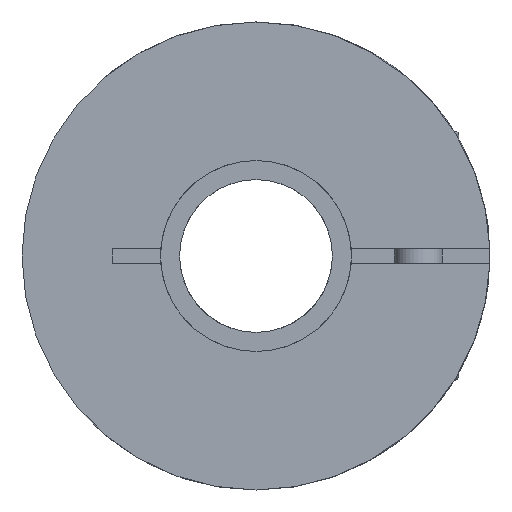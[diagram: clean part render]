
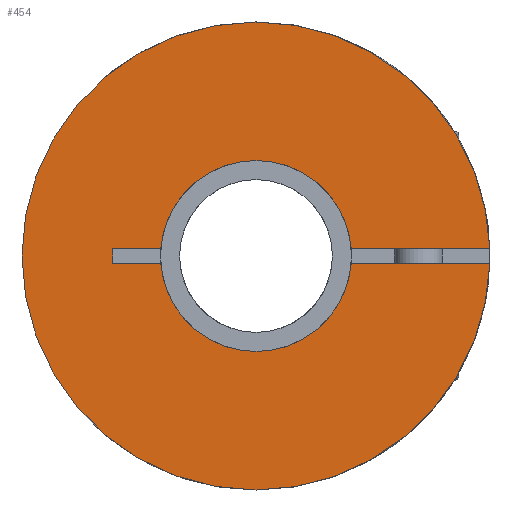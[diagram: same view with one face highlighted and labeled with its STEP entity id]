
A CAD part, left-side view. The second image highlights one B-rep face of the part: STEP entity #454.
In plain terms, the highlighted planar face has unit normal (-1, 0, 0).
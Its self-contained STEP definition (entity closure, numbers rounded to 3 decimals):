
#454=ADVANCED_FACE('',(#943),#944,.T.);
#943=FACE_OUTER_BOUND('',#1481,.T.);
#944=PLANE('',#1482);
#1481=EDGE_LOOP('',(#2621,#2622,#2623,#2624,#2625,#2626,#2627,#2628,#2629,#2630,#2631,#2632));
#1482=AXIS2_PLACEMENT_3D('',#2633,#2634,#2635);
#2621=ORIENTED_EDGE('',*,*,#3538,.T.);
#2622=ORIENTED_EDGE('',*,*,#3527,.T.);
#2623=ORIENTED_EDGE('',*,*,#3545,.F.);
#2624=ORIENTED_EDGE('',*,*,#3562,.F.);
#2625=ORIENTED_EDGE('',*,*,#3551,.T.);
#2626=ORIENTED_EDGE('',*,*,#3530,.T.);
#2627=ORIENTED_EDGE('',*,*,#3536,.T.);
#2628=ORIENTED_EDGE('',*,*,#3556,.F.);
#2629=ORIENTED_EDGE('',*,*,#3518,.F.);
#2630=ORIENTED_EDGE('',*,*,#3566,.F.);
#2631=ORIENTED_EDGE('',*,*,#3511,.F.);
#2632=ORIENTED_EDGE('',*,*,#3559,.T.);
#2633=CARTESIAN_POINT('',(0.,0.,0.));
#2634=DIRECTION('',(-1.0,0.,0.));
#2635=DIRECTION('',(0.,-1.0,0.));
#3511=EDGE_CURVE('',#4273,#4275,#4276,.T.);
#3518=EDGE_CURVE('',#4283,#4286,#4287,.T.);
#3527=EDGE_CURVE('',#4293,#4301,#4303,.T.);
#3530=EDGE_CURVE('',#4308,#4305,#4309,.T.);
#3536=EDGE_CURVE('',#4305,#4316,#4318,.T.);
#3538=EDGE_CURVE('',#4320,#4293,#4321,.T.);
#3545=EDGE_CURVE('',#4329,#4301,#4331,.T.);
#3551=EDGE_CURVE('',#4338,#4308,#4339,.T.);
#3556=EDGE_CURVE('',#4286,#4316,#4345,.T.);
#3559=EDGE_CURVE('',#4273,#4320,#4348,.T.);
#3562=EDGE_CURVE('',#4338,#4329,#4351,.T.);
#3566=EDGE_CURVE('',#4275,#4283,#4356,.T.);
#4273=VERTEX_POINT('',#5523);
#4275=VERTEX_POINT('',#5526);
#4276=CIRCLE('',#5527,24.5);
#4283=VERTEX_POINT('',#5604);
#4286=VERTEX_POINT('',#5608);
#4287=CIRCLE('',#5609,24.5);
#4293=VERTEX_POINT('',#5616);
#4301=VERTEX_POINT('',#5626);
#4303=CIRCLE('',#5629,10.0);
#4305=VERTEX_POINT('',#5631);
#4308=VERTEX_POINT('',#5635);
#4309=CIRCLE('',#5636,10.0);
#4316=VERTEX_POINT('',#5644);
#4318=CIRCLE('',#5647,10.0);
#4320=VERTEX_POINT('',#5649);
#4321=CIRCLE('',#5650,10.0);
#4329=VERTEX_POINT('',#5660);
#4331=LINE('',#5663,#5664);
#4338=VERTEX_POINT('',#5673);
#4339=LINE('',#5674,#5675);
#4345=LINE('',#5684,#5685);
#4348=LINE('',#5688,#5689);
#4351=LINE('',#5692,#5693);
#4356=CIRCLE('',#5700,24.5);
#5523=CARTESIAN_POINT('',(0.,-24.489,-0.75));
#5526=CARTESIAN_POINT('',(0.,0.,-24.5));
#5527=AXIS2_PLACEMENT_3D('',#6596,#6597,#6598);
#5604=CARTESIAN_POINT('',(0.,0.,24.5));
#5608=CARTESIAN_POINT('',(0.,-24.489,0.75));
#5609=AXIS2_PLACEMENT_3D('',#6604,#6605,#6606);
#5616=CARTESIAN_POINT('',(0.,0.,-10.0));
#5626=CARTESIAN_POINT('',(0.0,9.972,-0.75));
#5629=AXIS2_PLACEMENT_3D('',#6620,#6621,#6622);
#5631=CARTESIAN_POINT('',(0.,0.,10.0));
#5635=CARTESIAN_POINT('',(0.0,9.972,0.75));
#5636=AXIS2_PLACEMENT_3D('',#6624,#6625,#6626);
#5644=CARTESIAN_POINT('',(0.0,-9.972,0.75));
#5647=AXIS2_PLACEMENT_3D('',#6635,#6636,#6637);
#5649=CARTESIAN_POINT('',(0.0,-9.972,-0.75));
#5650=AXIS2_PLACEMENT_3D('',#6638,#6639,#6640);
#5660=CARTESIAN_POINT('',(0.,15.0,-0.75));
#5663=CARTESIAN_POINT('',(0.,15.0,-0.75));
#5664=VECTOR('',#6650,11.071);
#5673=CARTESIAN_POINT('',(0.,15.0,0.75));
#5674=CARTESIAN_POINT('',(0.,15.0,0.75));
#5675=VECTOR('',#6656,11.071);
#5684=CARTESIAN_POINT('',(0.,-24.489,0.75));
#5685=VECTOR('',#6660,20.559);
#5688=CARTESIAN_POINT('',(0.,-24.489,-0.75));
#5689=VECTOR('',#6664,20.559);
#5692=CARTESIAN_POINT('',(0.,15.0,0.75));
#5693=VECTOR('',#6668,1.5);
#5700=AXIS2_PLACEMENT_3D('',#6671,#6672,#6673);
#6596=CARTESIAN_POINT('',(0.,0.,0.));
#6597=DIRECTION('',(1.0,0.,0.));
#6598=DIRECTION('',(0.,0.,1.0));
#6604=CARTESIAN_POINT('',(0.,0.,0.));
#6605=DIRECTION('',(1.0,0.,0.));
#6606=DIRECTION('',(0.,0.,1.0));
#6620=CARTESIAN_POINT('',(0.,0.0,0.0));
#6621=DIRECTION('',(1.0,0.,0.));
#6622=DIRECTION('',(0.,0.,-1.0));
#6624=CARTESIAN_POINT('',(0.,0.0,0.0));
#6625=DIRECTION('',(1.0,0.,0.));
#6626=DIRECTION('',(0.,0.,-1.0));
#6635=CARTESIAN_POINT('',(0.,0.0,0.0));
#6636=DIRECTION('',(1.0,0.,0.));
#6637=DIRECTION('',(0.,0.,-1.0));
#6638=CARTESIAN_POINT('',(0.,0.0,0.0));
#6639=DIRECTION('',(1.0,0.,0.));
#6640=DIRECTION('',(0.,0.,-1.0));
#6650=DIRECTION('',(0.,-1.0,0.));
#6656=DIRECTION('',(0.,-1.0,0.));
#6660=DIRECTION('',(0.,1.0,0.));
#6664=DIRECTION('',(0.,1.0,0.));
#6668=DIRECTION('',(0.,0.,-1.0));
#6671=CARTESIAN_POINT('',(0.,0.,0.));
#6672=DIRECTION('',(1.0,0.,0.));
#6673=DIRECTION('',(0.,0.,1.0));
